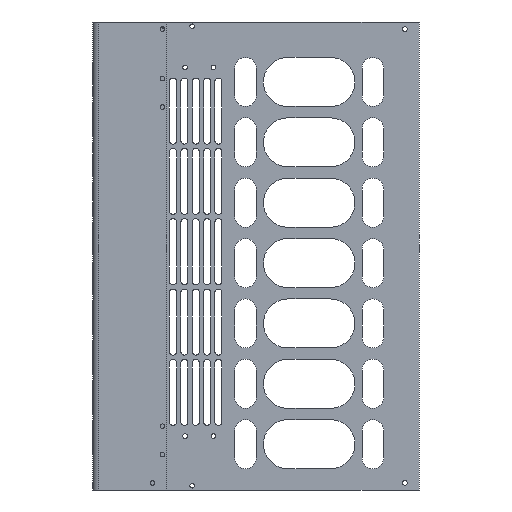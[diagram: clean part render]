
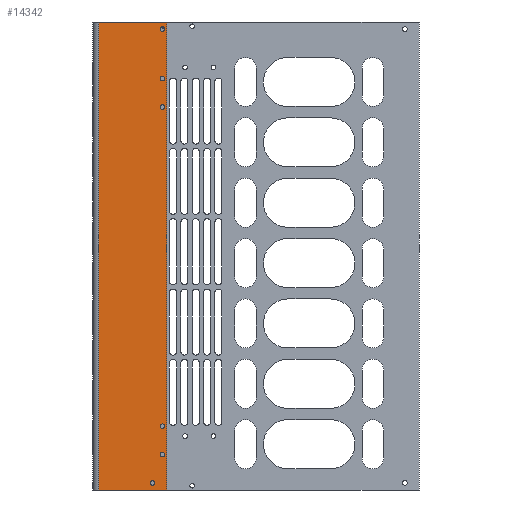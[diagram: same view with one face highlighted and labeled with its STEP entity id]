
A CAD part, left-side view. The second image highlights one B-rep face of the part: STEP entity #14342.
In plain terms, the highlighted planar face has unit normal (-1, 0, 0).
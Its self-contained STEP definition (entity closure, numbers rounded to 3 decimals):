
#283 = DIRECTION ( 'NONE',  ( 0., 0., 1. ) ) ;
#341 = AXIS2_PLACEMENT_3D ( 'NONE', #9680, #15577, #3373 ) ;
#461 = DIRECTION ( 'NONE',  ( 1., 0., 0. ) ) ;
#745 = LINE ( 'NONE', #3989, #5474 ) ;
#811 = EDGE_CURVE ( 'NONE', #21506, #23184, #6892, .T. ) ;
#941 = AXIS2_PLACEMENT_3D ( 'NONE', #20908, #4857, #2914 ) ;
#1256 = FACE_BOUND ( 'NONE', #21346, .T. ) ;
#1634 = VERTEX_POINT ( 'NONE', #10072 ) ;
#1758 = CARTESIAN_POINT ( 'NONE',  ( -75., 181., 323.4 ) ) ;
#1918 = ORIENTED_EDGE ( 'NONE', *, *, #3387, .T. ) ;
#2094 = VERTEX_POINT ( 'NONE', #24832 ) ;
#2226 = CARTESIAN_POINT ( 'NONE',  ( -75., 181., 25. ) ) ;
#2601 = AXIS2_PLACEMENT_3D ( 'NONE', #3505, #7555, #25633 ) ;
#2842 = DIRECTION ( 'NONE',  ( 0., 1., 0. ) ) ;
#2884 = EDGE_CURVE ( 'NONE', #21471, #24049, #25489, .T. ) ;
#2885 = CARTESIAN_POINT ( 'NONE',  ( -75., 181., 25. ) ) ;
#2914 = DIRECTION ( 'NONE',  ( 0., 0., 1. ) ) ;
#2977 = DIRECTION ( 'NONE',  ( 0., 0., 1. ) ) ;
#3373 = DIRECTION ( 'NONE',  ( 0., 0., 1. ) ) ;
#3387 = EDGE_CURVE ( 'NONE', #19094, #19922, #3641, .T. ) ;
#3486 = DIRECTION ( 'NONE',  ( 0., 0., 1. ) ) ;
#3505 = CARTESIAN_POINT ( 'NONE',  ( -75., 0., 330. ) ) ;
#3641 = CIRCLE ( 'NONE', #23301, 1.6 ) ;
#3881 = DIRECTION ( 'NONE',  ( 1., 0., 0. ) ) ;
#3989 = CARTESIAN_POINT ( 'NONE',  ( -75., 0., 0. ) ) ;
#4358 = ORIENTED_EDGE ( 'NONE', *, *, #22405, .T. ) ;
#4410 = EDGE_LOOP ( 'NONE', ( #19888, #4358, #11091, #23890 ) ) ;
#4552 = EDGE_CURVE ( 'NONE', #17595, #23755, #14799, .T. ) ;
#4827 = DIRECTION ( 'NONE',  ( 1., 0., 0. ) ) ;
#4857 = DIRECTION ( 'NONE',  ( 1., 0., 0. ) ) ;
#5067 = EDGE_CURVE ( 'NONE', #23755, #17595, #6411, .T. ) ;
#5414 = EDGE_LOOP ( 'NONE', ( #9028, #17843 ) ) ;
#5474 = VECTOR ( 'NONE', #17946, 1000. ) ;
#5512 = EDGE_LOOP ( 'NONE', ( #10893, #21966 ) ) ;
#5745 = CARTESIAN_POINT ( 'NONE',  ( -75., 181., 270. ) ) ;
#5878 = DIRECTION ( 'NONE',  ( 0., 0., 1. ) ) ;
#5961 = VERTEX_POINT ( 'NONE', #19630 ) ;
#6411 = CIRCLE ( 'NONE', #8991, 1.6 ) ;
#6623 = FACE_BOUND ( 'NONE', #23355, .T. ) ;
#6815 = CARTESIAN_POINT ( 'NONE',  ( -75., 0., 330. ) ) ;
#6892 = LINE ( 'NONE', #6815, #23698 ) ;
#7438 = EDGE_LOOP ( 'NONE', ( #12514, #16218 ) ) ;
#7555 = DIRECTION ( 'NONE',  ( -1., 0., 0. ) ) ;
#7559 = EDGE_CURVE ( 'NONE', #24049, #21471, #7755, .T. ) ;
#7616 = CIRCLE ( 'NONE', #341, 1.6 ) ;
#7620 = VECTOR ( 'NONE', #13009, 1000. ) ;
#7755 = CIRCLE ( 'NONE', #18391, 1.6 ) ;
#7941 = CIRCLE ( 'NONE', #17789, 1.6 ) ;
#8140 = CARTESIAN_POINT ( 'NONE',  ( -75., 181., 271.6 ) ) ;
#8406 = EDGE_CURVE ( 'NONE', #25295, #9919, #11740, .T. ) ;
#8657 = VERTEX_POINT ( 'NONE', #11041 ) ;
#8788 = CARTESIAN_POINT ( 'NONE',  ( -75., 226., 330. ) ) ;
#8989 = CARTESIAN_POINT ( 'NONE',  ( -75., 226., 0. ) ) ;
#8991 = AXIS2_PLACEMENT_3D ( 'NONE', #16423, #14417, #22533 ) ;
#9028 = ORIENTED_EDGE ( 'NONE', *, *, #2884, .T. ) ;
#9452 = EDGE_CURVE ( 'NONE', #20721, #1634, #17938, .T. ) ;
#9500 = CIRCLE ( 'NONE', #23615, 1.6 ) ;
#9680 = CARTESIAN_POINT ( 'NONE',  ( -75., 181., 325. ) ) ;
#9847 = EDGE_LOOP ( 'NONE', ( #23312, #25519 ) ) ;
#9919 = VERTEX_POINT ( 'NONE', #1758 ) ;
#10072 = CARTESIAN_POINT ( 'NONE',  ( -75., 181., 26.6 ) ) ;
#10182 = DIRECTION ( 'NONE',  ( 1., 0., 0. ) ) ;
#10506 = DIRECTION ( 'NONE',  ( 0., 0., 1. ) ) ;
#10866 = EDGE_CURVE ( 'NONE', #9919, #25295, #7616, .T. ) ;
#10893 = ORIENTED_EDGE ( 'NONE', *, *, #8406, .T. ) ;
#11041 = CARTESIAN_POINT ( 'NONE',  ( -75., 178., 0. ) ) ;
#11091 = ORIENTED_EDGE ( 'NONE', *, *, #811, .T. ) ;
#11138 = CARTESIAN_POINT ( 'NONE',  ( -75., 181., 268.4 ) ) ;
#11740 = CIRCLE ( 'NONE', #13391, 1.6 ) ;
#11817 = CIRCLE ( 'NONE', #22745, 1.6 ) ;
#12473 = EDGE_CURVE ( 'NONE', #1634, #20721, #9500, .T. ) ;
#12514 = ORIENTED_EDGE ( 'NONE', *, *, #4552, .T. ) ;
#12517 = CARTESIAN_POINT ( 'NONE',  ( -75., 181., 326.6 ) ) ;
#12533 = FACE_BOUND ( 'NONE', #9847, .T. ) ;
#12608 = CARTESIAN_POINT ( 'NONE',  ( -75., 181., 23.4 ) ) ;
#12897 = EDGE_CURVE ( 'NONE', #2094, #5961, #7941, .T. ) ;
#12913 = LINE ( 'NONE', #22922, #7620 ) ;
#13009 = DIRECTION ( 'NONE',  ( 0., 0., 1. ) ) ;
#13202 = EDGE_CURVE ( 'NONE', #17341, #23184, #12913, .T. ) ;
#13391 = AXIS2_PLACEMENT_3D ( 'NONE', #20218, #461, #283 ) ;
#14068 = FACE_BOUND ( 'NONE', #5512, .T. ) ;
#14342 = ADVANCED_FACE ( 'NONE', ( #6623, #24664, #14392, #1256, #12533, #14068, #18120 ), #17635, .T. ) ;
#14392 = FACE_BOUND ( 'NONE', #5414, .T. ) ;
#14417 = DIRECTION ( 'NONE',  ( 1., 0., 0. ) ) ;
#14799 = CIRCLE ( 'NONE', #941, 1.6 ) ;
#15074 = CARTESIAN_POINT ( 'NONE',  ( -75., 181., 291.6 ) ) ;
#15168 = DIRECTION ( 'NONE',  ( 1., 0., 0. ) ) ;
#15577 = DIRECTION ( 'NONE',  ( 1., 0., 0. ) ) ;
#15864 = CARTESIAN_POINT ( 'NONE',  ( -75., 181., 288.4 ) ) ;
#16044 = CARTESIAN_POINT ( 'NONE',  ( -75., 188., 5. ) ) ;
#16108 = CIRCLE ( 'NONE', #20213, 1.6 ) ;
#16185 = DIRECTION ( 'NONE',  ( 1., 0., 0. ) ) ;
#16214 = AXIS2_PLACEMENT_3D ( 'NONE', #2226, #16185, #22223 ) ;
#16218 = ORIENTED_EDGE ( 'NONE', *, *, #5067, .T. ) ;
#16227 = DIRECTION ( 'NONE',  ( 1., 0., 0. ) ) ;
#16423 = CARTESIAN_POINT ( 'NONE',  ( -75., 181., 45. ) ) ;
#16427 = ORIENTED_EDGE ( 'NONE', *, *, #18942, .T. ) ;
#16939 = LINE ( 'NONE', #24705, #20086 ) ;
#17318 = ORIENTED_EDGE ( 'NONE', *, *, #25632, .T. ) ;
#17341 = VERTEX_POINT ( 'NONE', #8989 ) ;
#17595 = VERTEX_POINT ( 'NONE', #19753 ) ;
#17624 = DIRECTION ( 'NONE',  ( 1., 0., 0. ) ) ;
#17635 = PLANE ( 'NONE',  #2601 ) ;
#17789 = AXIS2_PLACEMENT_3D ( 'NONE', #16044, #16227, #20002 ) ;
#17843 = ORIENTED_EDGE ( 'NONE', *, *, #7559, .T. ) ;
#17938 = CIRCLE ( 'NONE', #16214, 1.6 ) ;
#17946 = DIRECTION ( 'NONE',  ( 0., 1., 0. ) ) ;
#18120 = FACE_OUTER_BOUND ( 'NONE', #4410, .T. ) ;
#18156 = ORIENTED_EDGE ( 'NONE', *, *, #12897, .T. ) ;
#18258 = CARTESIAN_POINT ( 'NONE',  ( -75., 181., 290. ) ) ;
#18371 = DIRECTION ( 'NONE',  ( 0., 0., 1. ) ) ;
#18391 = AXIS2_PLACEMENT_3D ( 'NONE', #25111, #15168, #3486 ) ;
#18942 = EDGE_CURVE ( 'NONE', #5961, #2094, #11817, .T. ) ;
#19094 = VERTEX_POINT ( 'NONE', #11138 ) ;
#19118 = CARTESIAN_POINT ( 'NONE',  ( -75., 181., 43.4 ) ) ;
#19630 = CARTESIAN_POINT ( 'NONE',  ( -75., 188., 3.4 ) ) ;
#19753 = CARTESIAN_POINT ( 'NONE',  ( -75., 181., 46.6 ) ) ;
#19888 = ORIENTED_EDGE ( 'NONE', *, *, #21783, .F. ) ;
#19922 = VERTEX_POINT ( 'NONE', #8140 ) ;
#20002 = DIRECTION ( 'NONE',  ( 0., 0., 1. ) ) ;
#20086 = VECTOR ( 'NONE', #18371, 1000. ) ;
#20213 = AXIS2_PLACEMENT_3D ( 'NONE', #21823, #17624, #5878 ) ;
#20218 = CARTESIAN_POINT ( 'NONE',  ( -75., 181., 325. ) ) ;
#20721 = VERTEX_POINT ( 'NONE', #12608 ) ;
#20908 = CARTESIAN_POINT ( 'NONE',  ( -75., 181., 45. ) ) ;
#21211 = CARTESIAN_POINT ( 'NONE',  ( -75., 178., 330. ) ) ;
#21346 = EDGE_LOOP ( 'NONE', ( #17318, #1918 ) ) ;
#21471 = VERTEX_POINT ( 'NONE', #15074 ) ;
#21506 = VERTEX_POINT ( 'NONE', #21211 ) ;
#21691 = DIRECTION ( 'NONE',  ( 0., 0., 1. ) ) ;
#21783 = EDGE_CURVE ( 'NONE', #8657, #17341, #745, .T. ) ;
#21823 = CARTESIAN_POINT ( 'NONE',  ( -75., 181., 270. ) ) ;
#21966 = ORIENTED_EDGE ( 'NONE', *, *, #10866, .T. ) ;
#22129 = CARTESIAN_POINT ( 'NONE',  ( -75., 188., 5. ) ) ;
#22223 = DIRECTION ( 'NONE',  ( 0., 0., 1. ) ) ;
#22405 = EDGE_CURVE ( 'NONE', #8657, #21506, #16939, .T. ) ;
#22453 = DIRECTION ( 'NONE',  ( 1., 0., 0. ) ) ;
#22533 = DIRECTION ( 'NONE',  ( 0., 0., 1. ) ) ;
#22745 = AXIS2_PLACEMENT_3D ( 'NONE', #22129, #10182, #24104 ) ;
#22922 = CARTESIAN_POINT ( 'NONE',  ( -75., 226., 330. ) ) ;
#23184 = VERTEX_POINT ( 'NONE', #8788 ) ;
#23301 = AXIS2_PLACEMENT_3D ( 'NONE', #5745, #3881, #21691 ) ;
#23312 = ORIENTED_EDGE ( 'NONE', *, *, #12473, .T. ) ;
#23355 = EDGE_LOOP ( 'NONE', ( #18156, #16427 ) ) ;
#23615 = AXIS2_PLACEMENT_3D ( 'NONE', #2885, #4827, #2977 ) ;
#23698 = VECTOR ( 'NONE', #2842, 1000. ) ;
#23755 = VERTEX_POINT ( 'NONE', #19118 ) ;
#23890 = ORIENTED_EDGE ( 'NONE', *, *, #13202, .F. ) ;
#24049 = VERTEX_POINT ( 'NONE', #15864 ) ;
#24104 = DIRECTION ( 'NONE',  ( 0., 0., 1. ) ) ;
#24635 = AXIS2_PLACEMENT_3D ( 'NONE', #18258, #22453, #10506 ) ;
#24664 = FACE_BOUND ( 'NONE', #7438, .T. ) ;
#24705 = CARTESIAN_POINT ( 'NONE',  ( -75., 178., 330. ) ) ;
#24832 = CARTESIAN_POINT ( 'NONE',  ( -75., 188., 6.6 ) ) ;
#25111 = CARTESIAN_POINT ( 'NONE',  ( -75., 181., 290. ) ) ;
#25295 = VERTEX_POINT ( 'NONE', #12517 ) ;
#25489 = CIRCLE ( 'NONE', #24635, 1.6 ) ;
#25519 = ORIENTED_EDGE ( 'NONE', *, *, #9452, .T. ) ;
#25632 = EDGE_CURVE ( 'NONE', #19922, #19094, #16108, .T. ) ;
#25633 = DIRECTION ( 'NONE',  ( 0., 0., 1. ) ) ;
